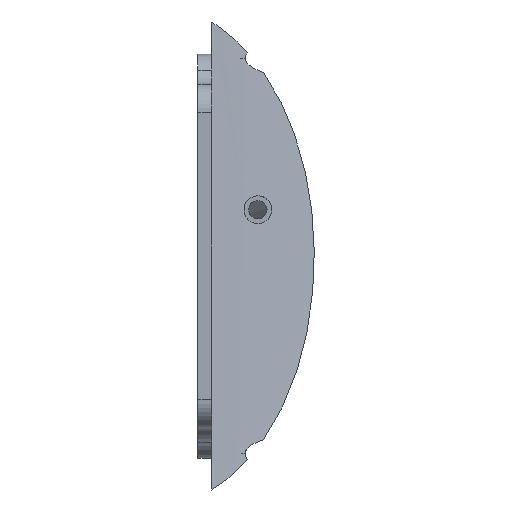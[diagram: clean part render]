
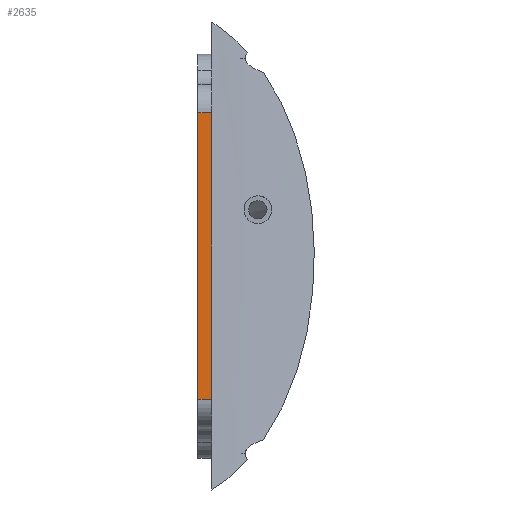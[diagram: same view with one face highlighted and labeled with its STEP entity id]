
A CAD part, top view. The second image highlights one B-rep face of the part: STEP entity #2635.
In plain terms, the highlighted planar face has unit normal (0, 0, 1).
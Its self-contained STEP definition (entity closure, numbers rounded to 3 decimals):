
#76 = FACE_OUTER_BOUND ( 'NONE', #3956, .T. ) ;
#195 = LINE ( 'NONE', #2775, #4251 ) ;
#201 = DIRECTION ( 'NONE',  ( 0., -1., 0. ) ) ;
#249 = DIRECTION ( 'NONE',  ( 0., 1., 0. ) ) ;
#327 = PLANE ( 'NONE',  #4119 ) ;
#360 = CARTESIAN_POINT ( 'NONE',  ( 15., 30.952, -3.326 ) ) ;
#592 = LINE ( 'NONE', #2127, #2162 ) ;
#647 = CARTESIAN_POINT ( 'NONE',  ( 12., -30.952, -3.326 ) ) ;
#966 = EDGE_CURVE ( 'NONE', #3179, #4332, #1234, .T. ) ;
#1206 = VERTEX_POINT ( 'NONE', #3293 ) ;
#1234 = LINE ( 'NONE', #360, #2864 ) ;
#1614 = EDGE_CURVE ( 'NONE', #1206, #3179, #195, .T. ) ;
#1943 = ORIENTED_EDGE ( 'NONE', *, *, #966, .T. ) ;
#1982 = EDGE_CURVE ( 'NONE', #1206, #2849, #592, .T. ) ;
#2037 = CARTESIAN_POINT ( 'NONE',  ( 15., -30.952, -3.326 ) ) ;
#2050 = EDGE_CURVE ( 'NONE', #2849, #4332, #4551, .T. ) ;
#2127 = CARTESIAN_POINT ( 'NONE',  ( 15., -30.952, -3.326 ) ) ;
#2162 = VECTOR ( 'NONE', #2534, 1000. ) ;
#2235 = CARTESIAN_POINT ( 'NONE',  ( 12., -30.952, -3.326 ) ) ;
#2417 = DIRECTION ( 'NONE',  ( 0., 0., 1. ) ) ;
#2534 = DIRECTION ( 'NONE',  ( -1., 0., 0. ) ) ;
#2635 = ADVANCED_FACE ( 'NONE', ( #76 ), #327, .T. ) ;
#2775 = CARTESIAN_POINT ( 'NONE',  ( 15., -30.952, -3.326 ) ) ;
#2849 = VERTEX_POINT ( 'NONE', #2235 ) ;
#2864 = VECTOR ( 'NONE', #2951, 1000. ) ;
#2909 = CARTESIAN_POINT ( 'NONE',  ( 15., 30.952, -3.326 ) ) ;
#2951 = DIRECTION ( 'NONE',  ( -1., 0., 0. ) ) ;
#2991 = ORIENTED_EDGE ( 'NONE', *, *, #1982, .F. ) ;
#3179 = VERTEX_POINT ( 'NONE', #2909 ) ;
#3270 = VECTOR ( 'NONE', #249, 1000. ) ;
#3293 = CARTESIAN_POINT ( 'NONE',  ( 15., -30.952, -3.326 ) ) ;
#3427 = ORIENTED_EDGE ( 'NONE', *, *, #2050, .F. ) ;
#3541 = DIRECTION ( 'NONE',  ( 0., 1., 0. ) ) ;
#3575 = ORIENTED_EDGE ( 'NONE', *, *, #1614, .T. ) ;
#3956 = EDGE_LOOP ( 'NONE', ( #3427, #2991, #3575, #1943 ) ) ;
#4119 = AXIS2_PLACEMENT_3D ( 'NONE', #2037, #2417, #201 ) ;
#4251 = VECTOR ( 'NONE', #3541, 1000. ) ;
#4312 = CARTESIAN_POINT ( 'NONE',  ( 12., 30.952, -3.326 ) ) ;
#4332 = VERTEX_POINT ( 'NONE', #4312 ) ;
#4551 = LINE ( 'NONE', #647, #3270 ) ;
